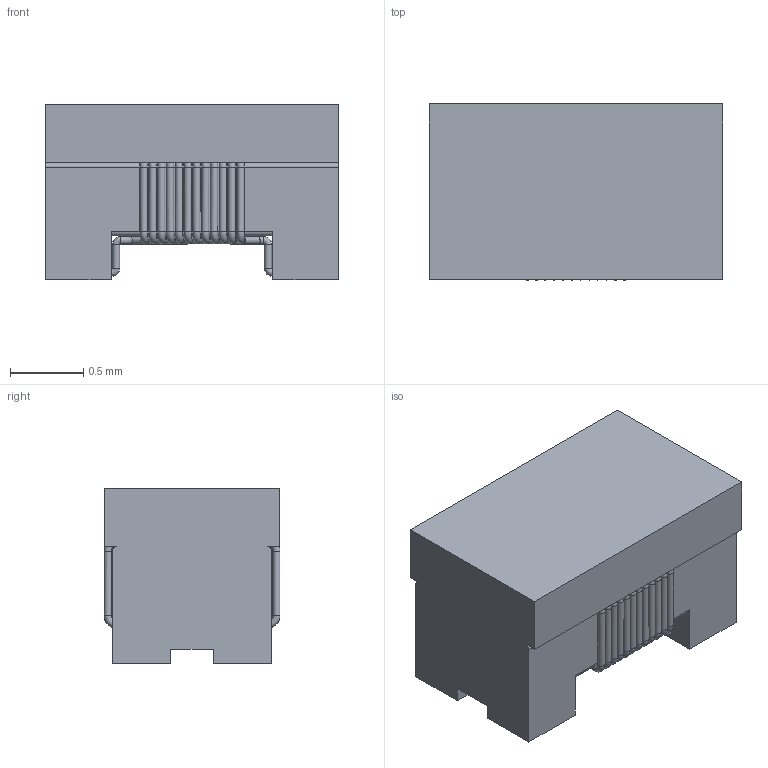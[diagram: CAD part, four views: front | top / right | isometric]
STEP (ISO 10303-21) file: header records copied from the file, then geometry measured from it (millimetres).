
FILE_DESCRIPTION(/* description */ ('Unknown'),/* implementation_level */ '2;1');
FILE_NAME(/* name */ 'L_Wurth_WE-CNSA-0805',/* time_stamp */ '2025-04-24T10:21:10+08:00',/* author */ ('Unknown'),/* organization */ ('Unknown'),/* preprocessor_version */ 'ST-DEVELOPER v19.4',/* originating_system */ 'Solid Edge',/* authorisation */ 'Unknown');
FILE_SCHEMA (('AUTOMOTIVE_DESIGN {1 0 10303 214 3 1 1}'));
Length unit declared in the file: millimetre
Products named in the file (2): L_Wurth_WE-CNSA-0805
Assembly tree (1 placements, depth 2):
  L_Wurth_WE-CNSA-0805
    L_Wurth_WE-CNSA-0805
Bounding box: 2 x 1.2 x 1.2 mm (x, y, z)
Volume: 2.4 mm3; surface area: 16.7 mm2
Topology: 1 solids, 1 shells, 136 faces, 354 edges, 220 vertices
Faces by surface type: torus 64, cylinder 50, plane 22
Full cylindrical faces by diameter (mm): 0.05 x46
Entity records: 4424 total; most frequent: CARTESIAN_POINT 890, DIRECTION 476, ORIENTED_EDGE 392, EDGE_LOOP 274, FACE_BOUND 274, AXIS2_PLACEMENT_3D 206, EDGE_CURVE 196, VERTEX_POINT 172
